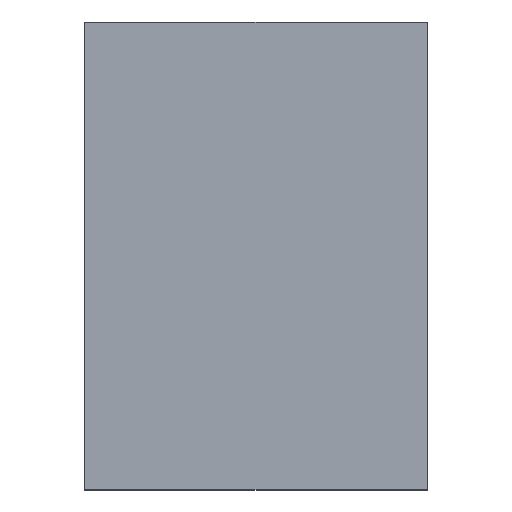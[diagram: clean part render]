
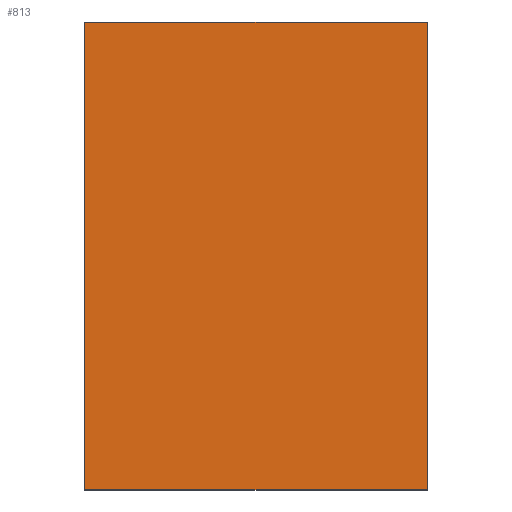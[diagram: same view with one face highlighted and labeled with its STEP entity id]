
A CAD part, top view. The second image highlights one B-rep face of the part: STEP entity #813.
In plain terms, the highlighted planar face has unit normal (0, 0, 1).
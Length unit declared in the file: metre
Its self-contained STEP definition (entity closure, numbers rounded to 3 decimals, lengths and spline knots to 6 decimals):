
#226=ORIENTED_EDGE('',*,*,#316,.F.);
#227=ORIENTED_EDGE('',*,*,#320,.T.);
#228=ORIENTED_EDGE('',*,*,#323,.T.);
#229=ORIENTED_EDGE('',*,*,#337,.F.);
#316=EDGE_CURVE('',#396,#397,#496,.T.);
#320=EDGE_CURVE('',#396,#399,#500,.T.);
#323=EDGE_CURVE('',#399,#401,#503,.T.);
#337=EDGE_CURVE('',#397,#401,#517,.T.);
#396=VERTEX_POINT('',#1256);
#397=VERTEX_POINT('',#1258);
#399=VERTEX_POINT('',#1264);
#401=VERTEX_POINT('',#1270);
#496=LINE('',#1257,#604);
#500=LINE('',#1265,#608);
#503=LINE('',#1271,#611);
#517=LINE('',#1298,#625);
#604=VECTOR('',#1036,1.);
#608=VECTOR('',#1042,1.);
#611=VECTOR('',#1047,1.);
#625=VECTOR('',#1071,1.);
#677=EDGE_LOOP('',(#226,#227,#228,#229));
#729=FACE_BOUND('',#677,.T.);
#771=PLANE('',#881);
#813=ADVANCED_FACE('',(#729),#771,.T.);
#881=AXIS2_PLACEMENT_3D('',#1301,#1076,#1077);
#1036=DIRECTION('',(0.,1.,0.));
#1042=DIRECTION('',(1.,0.,0.));
#1047=DIRECTION('',(0.,1.,0.));
#1071=DIRECTION('',(1.,0.,0.));
#1076=DIRECTION('',(0.,0.,1.));
#1077=DIRECTION('',(1.,0.,0.));
#1256=CARTESIAN_POINT('',(-0.003,-0.003,0.0271));
#1257=CARTESIAN_POINT('',(-0.003,0.0625,0.0271));
#1258=CARTESIAN_POINT('',(-0.003,0.128,0.0271));
#1264=CARTESIAN_POINT('',(0.093,-0.003,0.0271));
#1265=CARTESIAN_POINT('',(0.045,-0.003,0.0271));
#1270=CARTESIAN_POINT('',(0.093,0.128,0.0271));
#1271=CARTESIAN_POINT('',(0.093,0.0625,0.0271));
#1298=CARTESIAN_POINT('',(0.045,0.128,0.0271));
#1301=CARTESIAN_POINT('',(0.045,0.0625,0.0271));
